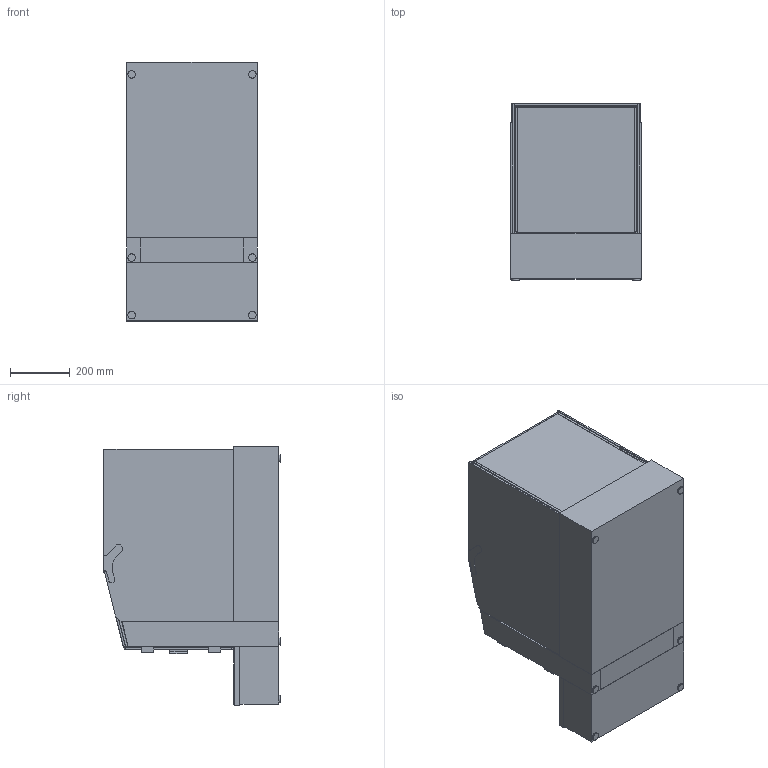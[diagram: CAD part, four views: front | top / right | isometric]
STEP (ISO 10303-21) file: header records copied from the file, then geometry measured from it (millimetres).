
FILE_DESCRIPTION (( 'STEP AP214' ), '1' );
FILE_NAME ('EU535100_Baisc A-43-59.STEP', '2022-05-24T12:46:16', ( '' ), ( '' ), 'SwSTEP 2.0', 'SolidWorks 2017', '' );
FILE_SCHEMA (( 'AUTOMOTIVE_DESIGN' ));
Length unit declared in the file: millimetre
Products named in the file (1): EU535100_Baisc A-43-59
Bounding box: 439 x 589.7 x 865.3 mm (x, y, z)
Volume: 62839802.1 mm3; surface area: 5528450 mm2
Topology: 35 solids, 35 shells, 342 faces, 802 edges, 534 vertices
Faces by surface type: plane 292, cylinder 50
Full cylindrical faces by diameter (mm): 25 x6
Entity records: 10640 total; most frequent: CARTESIAN_POINT 1685, ORIENTED_EDGE 1592, DIRECTION 1578, EDGE_CURVE 796, VECTOR 692, LINE 692, VERTEX_POINT 534, AXIS2_PLACEMENT_3D 443
